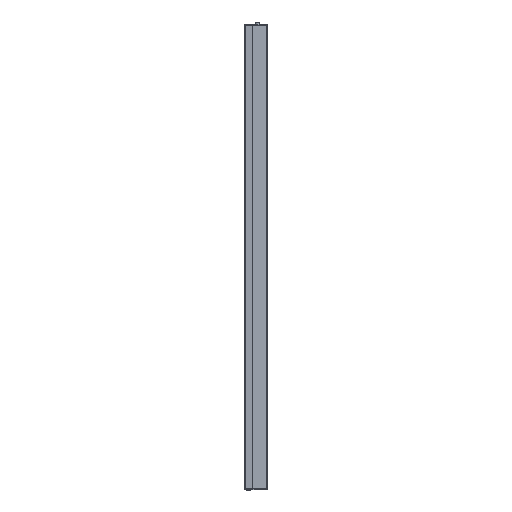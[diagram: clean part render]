
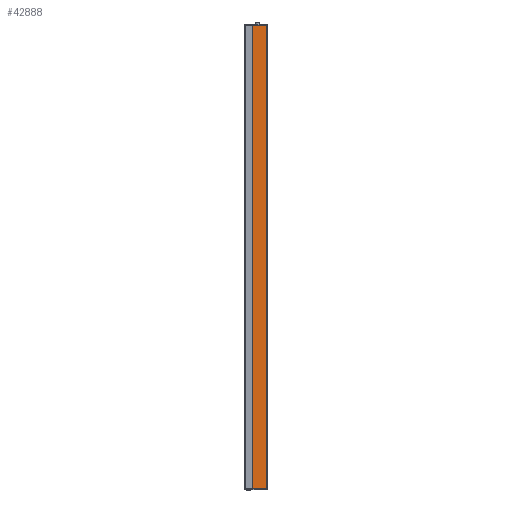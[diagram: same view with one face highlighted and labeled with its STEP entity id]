
A CAD part, left-side view. The second image highlights one B-rep face of the part: STEP entity #42888.
In plain terms, the highlighted planar face has unit normal (-1, 0, 0).
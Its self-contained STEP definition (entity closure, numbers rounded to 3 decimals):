
#136 = CARTESIAN_POINT ( 'NONE',  ( -8.25, 0.3, 479.5 ) ) ;
#1088 = VECTOR ( 'NONE', #34403, 1000. ) ;
#3716 = CARTESIAN_POINT ( 'NONE',  ( -8.25, 30.842, 479.5 ) ) ;
#3722 = DIRECTION ( 'NONE',  ( 0., -1., 0. ) ) ;
#4617 = EDGE_CURVE ( 'NONE', #14352, #44113, #35147, .T. ) ;
#4999 = CARTESIAN_POINT ( 'NONE',  ( -8.25, 30.842, 479.5 ) ) ;
#5759 = CARTESIAN_POINT ( 'NONE',  ( -8.25, 0.3, 479.5 ) ) ;
#7285 = EDGE_CURVE ( 'NONE', #44113, #37235, #32468, .T. ) ;
#7361 = EDGE_CURVE ( 'NONE', #21520, #37235, #12268, .T. ) ;
#11618 = CARTESIAN_POINT ( 'NONE',  ( -8.25, 30.842, -479.5 ) ) ;
#12268 = LINE ( 'NONE', #20236, #20363 ) ;
#13161 = ORIENTED_EDGE ( 'NONE', *, *, #7285, .F. ) ;
#14352 = VERTEX_POINT ( 'NONE', #4999 ) ;
#14732 = CARTESIAN_POINT ( 'NONE',  ( -8.25, 0.3, -479.5 ) ) ;
#20236 = CARTESIAN_POINT ( 'NONE',  ( -8.25, 0.3, -479.5 ) ) ;
#20363 = VECTOR ( 'NONE', #3722, 1000. ) ;
#21148 = VECTOR ( 'NONE', #39970, 1000. ) ;
#21520 = VERTEX_POINT ( 'NONE', #11618 ) ;
#22767 = EDGE_CURVE ( 'NONE', #14352, #21520, #55175, .T. ) ;
#23488 = FACE_OUTER_BOUND ( 'NONE', #43745, .T. ) ;
#24864 = ORIENTED_EDGE ( 'NONE', *, *, #7361, .T. ) ;
#32468 = LINE ( 'NONE', #5759, #38487 ) ;
#34403 = DIRECTION ( 'NONE',  ( 0., 0., -1. ) ) ;
#34869 = CARTESIAN_POINT ( 'NONE',  ( -8.25, 0.3, 479.5 ) ) ;
#35147 = LINE ( 'NONE', #34869, #21148 ) ;
#36559 = DIRECTION ( 'NONE',  ( 0., 0., -1. ) ) ;
#36878 = AXIS2_PLACEMENT_3D ( 'NONE', #40829, #46231, #36559 ) ;
#37235 = VERTEX_POINT ( 'NONE', #14732 ) ;
#38487 = VECTOR ( 'NONE', #49807, 1000. ) ;
#38807 = ORIENTED_EDGE ( 'NONE', *, *, #22767, .T. ) ;
#39970 = DIRECTION ( 'NONE',  ( 0., -1., 0. ) ) ;
#40829 = CARTESIAN_POINT ( 'NONE',  ( -8.25, 0.3, 479.5 ) ) ;
#41390 = PLANE ( 'NONE',  #36878 ) ;
#42888 = ADVANCED_FACE ( 'NONE', ( #23488 ), #41390, .F. ) ;
#43745 = EDGE_LOOP ( 'NONE', ( #24864, #13161, #48746, #38807 ) ) ;
#44113 = VERTEX_POINT ( 'NONE', #136 ) ;
#46231 = DIRECTION ( 'NONE',  ( 1., 0., 0. ) ) ;
#48746 = ORIENTED_EDGE ( 'NONE', *, *, #4617, .F. ) ;
#49807 = DIRECTION ( 'NONE',  ( 0., 0., -1. ) ) ;
#55175 = LINE ( 'NONE', #3716, #1088 ) ;
